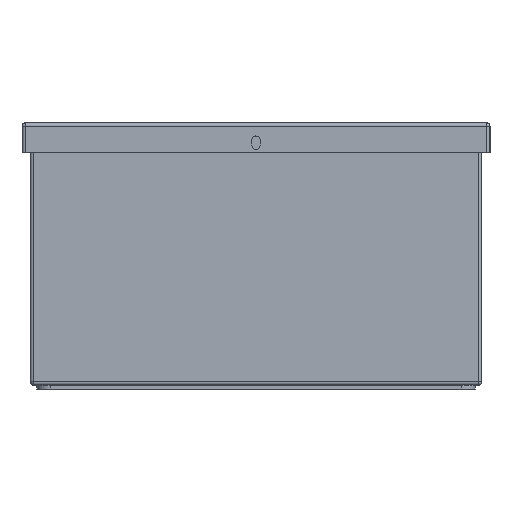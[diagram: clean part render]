
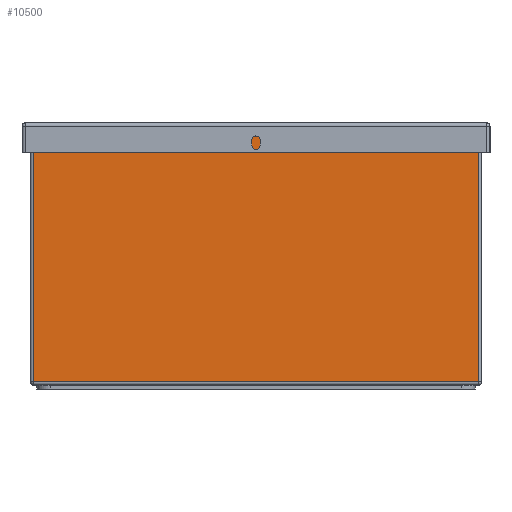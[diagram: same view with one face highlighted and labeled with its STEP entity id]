
A CAD part, left-side view. The second image highlights one B-rep face of the part: STEP entity #10500.
In plain terms, the highlighted planar face has unit normal (-1, 0, 0).
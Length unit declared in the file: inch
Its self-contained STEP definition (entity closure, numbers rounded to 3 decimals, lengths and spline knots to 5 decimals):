
#45 = CARTESIAN_POINT ( 'NONE',  ( 0., 8.44, 4.75 ) ) ;
#145 = ORIENTED_EDGE ( 'NONE', *, *, #13651, .F. ) ;
#223 = AXIS2_PLACEMENT_3D ( 'NONE', #3545, #9324, #11897 ) ;
#1089 = DIRECTION ( 'NONE',  ( 0., 1., 0. ) ) ;
#1909 = LINE ( 'NONE', #15198, #11368 ) ;
#2137 = CARTESIAN_POINT ( 'NONE',  ( 0., 0.06, 0.06 ) ) ;
#2958 = EDGE_LOOP ( 'NONE', ( #145, #18763, #9822, #13310 ) ) ;
#3545 = CARTESIAN_POINT ( 'NONE',  ( 0., 8.44, 4.75 ) ) ;
#4357 = VERTEX_POINT ( 'NONE', #17385 ) ;
#5004 = VERTEX_POINT ( 'NONE', #2137 ) ;
#5186 = LINE ( 'NONE', #8027, #7974 ) ;
#6056 = EDGE_CURVE ( 'NONE', #14118, #17837, #14493, .T. ) ;
#7150 = CARTESIAN_POINT ( 'NONE',  ( 0., 8.44, 0.06 ) ) ;
#7198 = VECTOR ( 'NONE', #11148, 39.37008 ) ;
#7687 = DIRECTION ( 'NONE',  ( 0., -1., 0. ) ) ;
#7722 = FACE_OUTER_BOUND ( 'NONE', #2958, .T. ) ;
#7819 = CARTESIAN_POINT ( 'NONE',  ( 0., 8.44, 4.69 ) ) ;
#7974 = VECTOR ( 'NONE', #1089, 39.37008 ) ;
#8027 = CARTESIAN_POINT ( 'NONE',  ( 0., 8.44, 4.69 ) ) ;
#8845 = EDGE_CURVE ( 'NONE', #4357, #14118, #5186, .T. ) ;
#9170 = DIRECTION ( 'NONE',  ( 0., 0., -1. ) ) ;
#9324 = DIRECTION ( 'NONE',  ( 1., 0., 0. ) ) ;
#9822 = ORIENTED_EDGE ( 'NONE', *, *, #6056, .T. ) ;
#10500 = ADVANCED_FACE ( 'NONE', ( #7722 ), #16560, .F. ) ;
#11148 = DIRECTION ( 'NONE',  ( 0., 0., -1. ) ) ;
#11368 = VECTOR ( 'NONE', #7687, 39.37008 ) ;
#11776 = VECTOR ( 'NONE', #9170, 39.37008 ) ;
#11897 = DIRECTION ( 'NONE',  ( 0., 0., -1. ) ) ;
#12011 = LINE ( 'NONE', #16489, #11776 ) ;
#13310 = ORIENTED_EDGE ( 'NONE', *, *, #17279, .T. ) ;
#13651 = EDGE_CURVE ( 'NONE', #4357, #5004, #12011, .T. ) ;
#14118 = VERTEX_POINT ( 'NONE', #7819 ) ;
#14493 = LINE ( 'NONE', #45, #7198 ) ;
#15198 = CARTESIAN_POINT ( 'NONE',  ( 0., 8.44, 0.06 ) ) ;
#16489 = CARTESIAN_POINT ( 'NONE',  ( 0., 0.06, 4.75 ) ) ;
#16560 = PLANE ( 'NONE',  #223 ) ;
#17279 = EDGE_CURVE ( 'NONE', #17837, #5004, #1909, .T. ) ;
#17385 = CARTESIAN_POINT ( 'NONE',  ( 0., 0.06, 4.69 ) ) ;
#17837 = VERTEX_POINT ( 'NONE', #7150 ) ;
#18763 = ORIENTED_EDGE ( 'NONE', *, *, #8845, .T. ) ;
